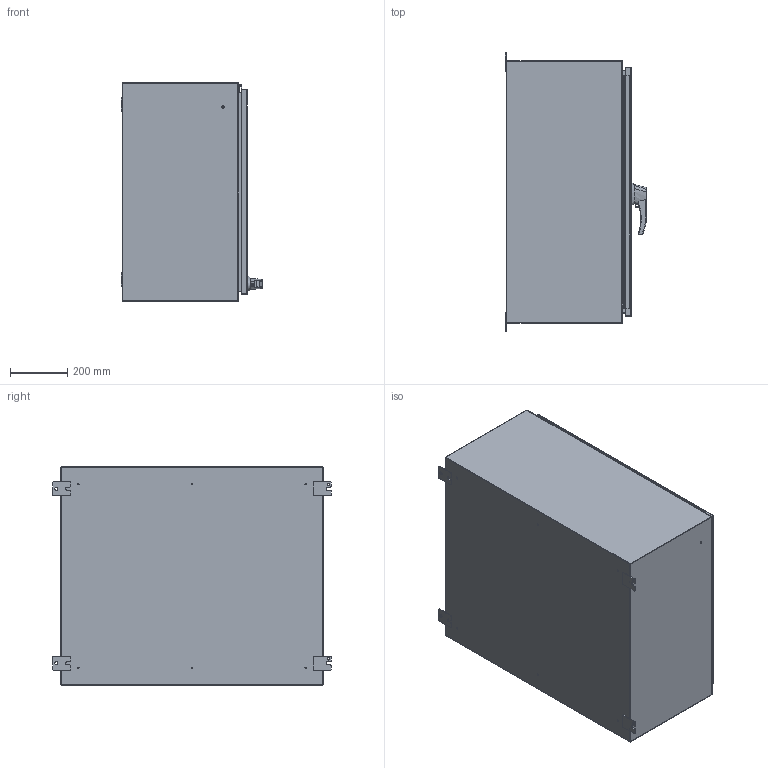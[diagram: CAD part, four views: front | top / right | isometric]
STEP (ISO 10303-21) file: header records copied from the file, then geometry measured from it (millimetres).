
FILE_DESCRIPTION (( 'STEP AP214' ), '1' );
FILE_NAME ('HW363016SSHK.STEP', '2019-08-07T21:03:10', ( '' ), ( '' ), 'SwSTEP 2.0', 'SolidWorks 2018', '' );
FILE_SCHEMA (( 'AUTOMOTIVE_DESIGN' ));
Length unit declared in the file: inch
Products named in the file (1): HW363016SSHK
Bounding box: 494.03 x 971.55 x 762 mm (x, y, z)
Volume: 6053823.5 mm3; surface area: 6350499.2 mm2
Topology: 46 solids, 47 shells, 1509 faces, 3828 edges, 2451 vertices
Faces by surface type: plane 721, cylinder 630, bspline 115, cone 43
Entity records: 104398 total; most frequent: CARTESIAN_POINT 48464, ORIENTED_EDGE 7640, DIRECTION 7223, EDGE_CURVE 3820, AXIS2_PLACEMENT_3D 2507, VERTEX_POINT 2451, LINE 2209, VECTOR 2209
